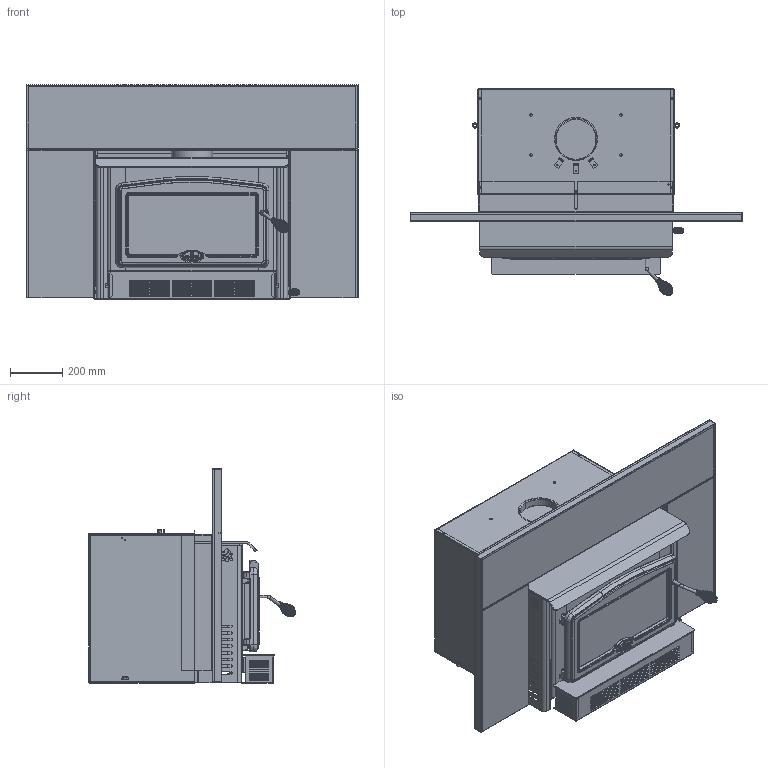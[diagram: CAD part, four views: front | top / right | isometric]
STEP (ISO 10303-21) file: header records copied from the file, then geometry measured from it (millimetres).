
FILE_DESCRIPTION( ( 'Unknown' ), '1' );
FILE_NAME( 'OB02401-CAD.stp', 'Unknown', ( 'Jean-Philippe Alain' ), ( 'SBI' ), 'PSStep 14.0', 'Solid Edge', ' ' );
FILE_SCHEMA( ( 'AUTOMOTIVE_DESIGN { 1 0 10303 214 1 1 1 1 }' ) );
Length unit declared in the file: inch
Products named in the file (47): PL39150; 60271-90; PL39166-oa44; PL39167-oa45; PL39000; PL39094; 30104P; 30105P; O2086; PL34101; PL39097; PL39098; PL39098-oa0; PL39099; 30004; 30004-oa1; PL39165-oa43; 20009; 20009A; 20009B; PL39136; 30340; 30340-oa7; SE39105-01; 30450; PL39149; PL39003; PL39004; PL39103; PL34052; PL34052-oa8; PL34052-oa9; PL39117; PL39148; PL39101; O2087
Bounding box: 1270 x 793.44 x 819.71 mm (x, y, z)
Surface area: 10925570.3 mm2 (no closed solid volume)
Topology: 0 solids, 2266 shells, 2266 faces, 11047 edges, 10880 vertices
Faces by surface type: plane 994, cylinder 691, bspline 247, torus 217, cone 104, sphere 12, extrusion 1
Full cylindrical faces by diameter (mm): 3.175 x9, 3.307 x14, 3.556 x15, 3.904 x2, 3.962 x2, 4.763 x1, 4.775 x8, 4.965 x1, 5.156 x1, 5.556 x2, 5.563 x1, 5.69 x2, 5.969 x3, 6.35 x6, 6.553 x1, 7.938 x2, 8.331 x2, 8.379 x1, 9.525 x5, 10.16 x1, 10.922 x2, 11.243 x4, 12.7 x3, 14.296 x2, 17.475 x1, 152.592 x1, 158.688 x1, 165.1 x1
Entity records: 153150 total; most frequent: CARTESIAN_POINT 54591, DIRECTION 16183, ORIENTED_EDGE 10806, EDGE_CURVE 10806, VERTEX_POINT 10806, VECTOR 5799, LINE 5798, AXIS2_PLACEMENT_3D 5192
